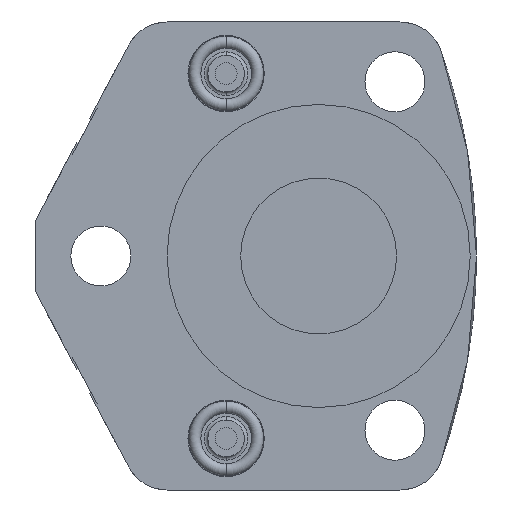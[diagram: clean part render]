
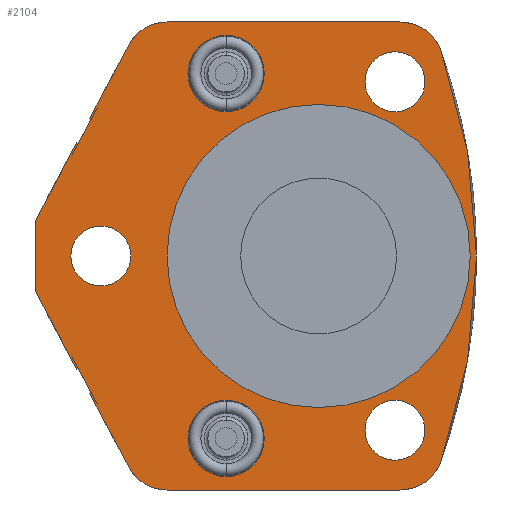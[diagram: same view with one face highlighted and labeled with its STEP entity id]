
A CAD part, front view. The second image highlights one B-rep face of the part: STEP entity #2104.
In plain terms, the highlighted planar face has unit normal (0, -1, 0).
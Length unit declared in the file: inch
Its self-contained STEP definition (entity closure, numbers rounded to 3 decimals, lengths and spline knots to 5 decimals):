
#152=CARTESIAN_POINT('',(0.,0.,0.));
#153=DIRECTION('',(0.,-1.,0.));
#154=DIRECTION('',(1.,0.,0.));
#155=AXIS2_PLACEMENT_3D('',#152,#153,#154);
#157=CARTESIAN_POINT('',(0.,0.,0.));
#158=DIRECTION('',(0.,1.,0.));
#159=DIRECTION('',(1.,0.,0.));
#160=AXIS2_PLACEMENT_3D('',#157,#158,#159);
#162=CARTESIAN_POINT('',(0.438,0.,1.));
#163=DIRECTION('',(0.,-1.,0.));
#164=DIRECTION('',(1.,0.,0.));
#165=AXIS2_PLACEMENT_3D('',#162,#163,#164);
#167=CARTESIAN_POINT('',(0.438,0.,1.));
#168=DIRECTION('',(0.,-1.,0.));
#169=DIRECTION('',(-1.,0.,0.));
#170=AXIS2_PLACEMENT_3D('',#167,#168,#169);
#172=CARTESIAN_POINT('',(0.438,0.,-1.));
#173=DIRECTION('',(0.,-1.,0.));
#174=DIRECTION('',(1.,0.,0.));
#175=AXIS2_PLACEMENT_3D('',#172,#173,#174);
#177=CARTESIAN_POINT('',(0.438,0.,-1.));
#178=DIRECTION('',(0.,-1.,0.));
#179=DIRECTION('',(-1.,0.,0.));
#180=AXIS2_PLACEMENT_3D('',#177,#178,#179);
#182=CARTESIAN_POINT('',(-1.25,0.,0.));
#183=DIRECTION('',(0.,-1.,0.));
#184=DIRECTION('',(1.,0.,0.));
#185=AXIS2_PLACEMENT_3D('',#182,#183,#184);
#187=CARTESIAN_POINT('',(-1.25,0.,0.));
#188=DIRECTION('',(0.,-1.,0.));
#189=DIRECTION('',(-1.,0.,0.));
#190=AXIS2_PLACEMENT_3D('',#187,#188,#189);
#192=DIRECTION('',(-0.469,0.,-0.883));
#193=VECTOR('',#192,0.1566);
#194=CARTESIAN_POINT('',(-1.3062,0.,0.7832));
#195=LINE('',#194,#193);
#196=DIRECTION('',(0.883,0.,-0.469));
#197=VECTOR('',#196,0.01);
#198=CARTESIAN_POINT('',(-1.31503,0.,0.7879));
#199=LINE('',#198,#197);
#200=DIRECTION('',(0.469,0.,0.883));
#201=VECTOR('',#200,0.47848);
#202=CARTESIAN_POINT('',(-1.31503,0.,0.7879));
#203=LINE('',#202,#201);
#204=DIRECTION('',(1.,0.,0.));
#205=VECTOR('',#204,1.33636);
#206=CARTESIAN_POINT('',(-0.86966,0.,1.343));
#207=LINE('',#206,#205);
#208=CARTESIAN_POINT('',(-2.594,0.,0.));
#209=DIRECTION('',(0.,-1.,0.));
#210=DIRECTION('',(0.942,0.,-0.336));
#211=AXIS2_PLACEMENT_3D('',#208,#209,#210);
#213=DIRECTION('',(-1.,0.,0.));
#214=VECTOR('',#213,1.33636);
#215=CARTESIAN_POINT('',(0.46669,0.,-1.343));
#216=LINE('',#215,#214);
#217=DIRECTION('',(0.469,0.,-0.883));
#218=VECTOR('',#217,0.47848);
#219=CARTESIAN_POINT('',(-1.31503,0.,-0.7879));
#220=LINE('',#219,#218);
#221=DIRECTION('',(0.883,0.,0.469));
#222=VECTOR('',#221,0.01);
#223=CARTESIAN_POINT('',(-1.31503,0.,-0.7879));
#224=LINE('',#223,#222);
#225=DIRECTION('',(0.469,0.,-0.883));
#226=VECTOR('',#225,0.1566);
#227=CARTESIAN_POINT('',(-1.37972,0.,-0.64493));
#228=LINE('',#227,#226);
#229=DIRECTION('',(0.883,0.,0.469));
#230=VECTOR('',#229,0.01);
#231=CARTESIAN_POINT('',(-1.38855,0.,-0.64962));
#232=LINE('',#231,#230);
#233=DIRECTION('',(0.469,0.,-0.883));
#234=VECTOR('',#233,0.50364);
#235=CARTESIAN_POINT('',(-1.625,0.,-0.20493));
#236=LINE('',#235,#234);
#237=DIRECTION('',(0.,0.,-1.));
#238=VECTOR('',#237,0.40987);
#239=CARTESIAN_POINT('',(-1.625,0.,0.20493));
#240=LINE('',#239,#238);
#241=DIRECTION('',(0.469,0.,0.883));
#242=VECTOR('',#241,0.50364);
#243=CARTESIAN_POINT('',(-1.625,0.,0.20493));
#244=LINE('',#243,#242);
#245=DIRECTION('',(0.883,0.,-0.469));
#246=VECTOR('',#245,0.01);
#247=CARTESIAN_POINT('',(-1.38855,0.,0.64962));
#248=LINE('',#247,#246);
#249=CARTESIAN_POINT('',(-0.531,0.,-1.047));
#250=DIRECTION('',(0.,1.,0.));
#251=DIRECTION('',(-1.,0.,0.));
#252=AXIS2_PLACEMENT_3D('',#249,#250,#251);
#254=CARTESIAN_POINT('',(-0.531,0.,-1.047));
#255=DIRECTION('',(0.,1.,0.));
#256=DIRECTION('',(1.,0.,0.));
#257=AXIS2_PLACEMENT_3D('',#254,#255,#256);
#259=CARTESIAN_POINT('',(-0.531,0.,1.047));
#260=DIRECTION('',(0.,1.,0.));
#261=DIRECTION('',(-1.,0.,0.));
#262=AXIS2_PLACEMENT_3D('',#259,#260,#261);
#264=CARTESIAN_POINT('',(-0.531,0.,1.047));
#265=DIRECTION('',(0.,1.,0.));
#266=DIRECTION('',(1.,0.,0.));
#267=AXIS2_PLACEMENT_3D('',#264,#265,#266);
#632=CARTESIAN_POINT('',(-0.86966,0.,-1.093));
#633=DIRECTION('',(0.,-1.,0.));
#634=DIRECTION('',(-0.883,0.,-0.469));
#635=AXIS2_PLACEMENT_3D('',#632,#633,#634);
#657=CARTESIAN_POINT('',(0.46669,0.,-1.093));
#658=DIRECTION('',(0.,-1.,0.));
#659=DIRECTION('',(0.,0.,-1.));
#660=AXIS2_PLACEMENT_3D('',#657,#658,#659);
#670=CARTESIAN_POINT('',(0.46669,0.,1.093));
#671=DIRECTION('',(0.,-1.,0.));
#672=DIRECTION('',(0.942,0.,0.336));
#673=AXIS2_PLACEMENT_3D('',#670,#671,#672);
#695=CARTESIAN_POINT('',(-0.86966,0.,1.093));
#696=DIRECTION('',(0.,-1.,0.));
#697=DIRECTION('',(0.,0.,1.));
#698=AXIS2_PLACEMENT_3D('',#695,#696,#697);
#1561=CARTESIAN_POINT('',(0.87,0.,0.));
#1563=VERTEX_POINT('',#1561);
#1565=CARTESIAN_POINT('',(-0.87,0.,0.));
#1567=VERTEX_POINT('',#1565);
#1568=CARTESIAN_POINT('',(-1.625,0.,0.20493));
#1569=CARTESIAN_POINT('',(-1.625,0.,-0.20493));
#1570=VERTEX_POINT('',#1568);
#1571=VERTEX_POINT('',#1569);
#1572=CARTESIAN_POINT('',(0.61,0.,1.));
#1573=CARTESIAN_POINT('',(0.266,0.,1.));
#1574=VERTEX_POINT('',#1572);
#1575=VERTEX_POINT('',#1573);
#1606=CARTESIAN_POINT('',(-1.37972,0.,-0.64493));
#1607=CARTESIAN_POINT('',(-1.3062,0.,-0.7832));
#1608=VERTEX_POINT('',#1606);
#1609=VERTEX_POINT('',#1607);
#1610=CARTESIAN_POINT('',(-1.38855,0.,-0.64962));
#1611=VERTEX_POINT('',#1610);
#1612=CARTESIAN_POINT('',(-1.31503,0.,-0.7879));
#1613=VERTEX_POINT('',#1612);
#1635=CARTESIAN_POINT('',(-1.3062,0.,0.7832));
#1636=CARTESIAN_POINT('',(-1.37972,0.,0.64493));
#1637=VERTEX_POINT('',#1635);
#1638=VERTEX_POINT('',#1636);
#1639=CARTESIAN_POINT('',(-1.31503,0.,0.7879));
#1640=VERTEX_POINT('',#1639);
#1641=CARTESIAN_POINT('',(-1.38855,0.,0.64962));
#1642=VERTEX_POINT('',#1641);
#1668=CARTESIAN_POINT('',(-0.75,0.,-1.047));
#1669=CARTESIAN_POINT('',(-0.312,0.,-1.047));
#1670=VERTEX_POINT('',#1668);
#1671=VERTEX_POINT('',#1669);
#1688=CARTESIAN_POINT('',(-0.75,0.,1.047));
#1689=CARTESIAN_POINT('',(-0.312,0.,1.047));
#1690=VERTEX_POINT('',#1688);
#1691=VERTEX_POINT('',#1689);
#1718=CARTESIAN_POINT('',(0.46669,0.,-1.343));
#1719=CARTESIAN_POINT('',(0.70213,0.,-1.17708));
#1720=VERTEX_POINT('',#1718);
#1721=VERTEX_POINT('',#1719);
#1722=CARTESIAN_POINT('',(0.70213,0.,1.17708));
#1723=CARTESIAN_POINT('',(0.46669,0.,1.343));
#1724=VERTEX_POINT('',#1722);
#1725=VERTEX_POINT('',#1723);
#1726=CARTESIAN_POINT('',(-0.86966,0.,1.343));
#1727=CARTESIAN_POINT('',(-1.0904,0.,1.21037));
#1728=VERTEX_POINT('',#1726);
#1729=VERTEX_POINT('',#1727);
#1730=CARTESIAN_POINT('',(-1.0904,0.,-1.21037));
#1731=CARTESIAN_POINT('',(-0.86966,0.,-1.343));
#1732=VERTEX_POINT('',#1730);
#1733=VERTEX_POINT('',#1731);
#1734=CARTESIAN_POINT('',(0.61,0.,-1.));
#1735=CARTESIAN_POINT('',(0.266,0.,-1.));
#1736=VERTEX_POINT('',#1734);
#1737=VERTEX_POINT('',#1735);
#1738=CARTESIAN_POINT('',(-1.078,0.,0.));
#1739=CARTESIAN_POINT('',(-1.422,0.,0.));
#1740=VERTEX_POINT('',#1738);
#1741=VERTEX_POINT('',#1739);
#2027=CARTESIAN_POINT('',(0.,0.,0.));
#2028=DIRECTION('',(0.,-1.,0.));
#2029=DIRECTION('',(-1.,0.,0.));
#2030=AXIS2_PLACEMENT_3D('',#2027,#2028,#2029);
#2031=PLANE('',#2030);
#2033=ORIENTED_EDGE('',*,*,#2032,.F.);
#2035=ORIENTED_EDGE('',*,*,#2034,.F.);
#2037=ORIENTED_EDGE('',*,*,#2036,.T.);
#2039=ORIENTED_EDGE('',*,*,#2038,.F.);
#2041=ORIENTED_EDGE('',*,*,#2040,.T.);
#2043=ORIENTED_EDGE('',*,*,#2042,.F.);
#2045=ORIENTED_EDGE('',*,*,#2044,.F.);
#2047=ORIENTED_EDGE('',*,*,#2046,.F.);
#2049=ORIENTED_EDGE('',*,*,#2048,.T.);
#2051=ORIENTED_EDGE('',*,*,#2050,.F.);
#2053=ORIENTED_EDGE('',*,*,#2052,.F.);
#2055=ORIENTED_EDGE('',*,*,#2054,.T.);
#2057=ORIENTED_EDGE('',*,*,#2056,.F.);
#2059=ORIENTED_EDGE('',*,*,#2058,.F.);
#2061=ORIENTED_EDGE('',*,*,#2060,.F.);
#2063=ORIENTED_EDGE('',*,*,#2062,.F.);
#2065=ORIENTED_EDGE('',*,*,#2064,.T.);
#2067=ORIENTED_EDGE('',*,*,#2066,.T.);
#2068=EDGE_LOOP('',(#2033,#2035,#2037,#2039,#2041,#2043,#2045,#2047,#2049,#2051,
#2053,#2055,#2057,#2059,#2061,#2063,#2065,#2067));
#2069=FACE_OUTER_BOUND('',#2068,.F.);
#2071=ORIENTED_EDGE('',*,*,#2070,.T.);
#2073=ORIENTED_EDGE('',*,*,#2072,.T.);
#2074=EDGE_LOOP('',(#2071,#2073));
#2075=FACE_BOUND('',#2074,.F.);
#2076=ORIENTED_EDGE('',*,*,#2007,.T.);
#2077=ORIENTED_EDGE('',*,*,#2021,.T.);
#2078=EDGE_LOOP('',(#2076,#2077));
#2079=FACE_BOUND('',#2078,.F.);
#2081=ORIENTED_EDGE('',*,*,#2080,.T.);
#2083=ORIENTED_EDGE('',*,*,#2082,.T.);
#2084=EDGE_LOOP('',(#2081,#2083));
#2085=FACE_BOUND('',#2084,.F.);
#2087=ORIENTED_EDGE('',*,*,#2086,.T.);
#2089=ORIENTED_EDGE('',*,*,#2088,.F.);
#2090=EDGE_LOOP('',(#2087,#2089));
#2091=FACE_BOUND('',#2090,.F.);
#2093=ORIENTED_EDGE('',*,*,#2092,.F.);
#2095=ORIENTED_EDGE('',*,*,#2094,.F.);
#2096=EDGE_LOOP('',(#2093,#2095));
#2097=FACE_BOUND('',#2096,.F.);
#2099=ORIENTED_EDGE('',*,*,#2098,.F.);
#2101=ORIENTED_EDGE('',*,*,#2100,.F.);
#2102=EDGE_LOOP('',(#2099,#2101));
#2103=FACE_BOUND('',#2102,.F.);
#2104=ADVANCED_FACE('',(#2069,#2075,#2079,#2085,#2091,#2097,#2103),#2031,.T.);
#156=CIRCLE('',#155,0.87);
#161=CIRCLE('',#160,0.87);
#166=CIRCLE('',#165,0.172);
#171=CIRCLE('',#170,0.172);
#176=CIRCLE('',#175,0.172);
#181=CIRCLE('',#180,0.172);
#186=CIRCLE('',#185,0.172);
#191=CIRCLE('',#190,0.172);
#212=CIRCLE('',#211,3.5);
#253=CIRCLE('',#252,0.219);
#258=CIRCLE('',#257,0.219);
#263=CIRCLE('',#262,0.219);
#268=CIRCLE('',#267,0.219);
#636=CIRCLE('',#635,0.25);
#661=CIRCLE('',#660,0.25);
#674=CIRCLE('',#673,0.25);
#699=CIRCLE('',#698,0.25);
#2007=EDGE_CURVE('',#1736,#1737,#176,.T.);
#2021=EDGE_CURVE('',#1737,#1736,#181,.T.);
#2032=EDGE_CURVE('',#1637,#1638,#195,.T.);
#2034=EDGE_CURVE('',#1640,#1637,#199,.T.);
#2036=EDGE_CURVE('',#1640,#1729,#203,.T.);
#2038=EDGE_CURVE('',#1728,#1729,#699,.T.);
#2040=EDGE_CURVE('',#1728,#1725,#207,.T.);
#2042=EDGE_CURVE('',#1724,#1725,#674,.T.);
#2044=EDGE_CURVE('',#1721,#1724,#212,.T.);
#2046=EDGE_CURVE('',#1720,#1721,#661,.T.);
#2048=EDGE_CURVE('',#1720,#1733,#216,.T.);
#2050=EDGE_CURVE('',#1732,#1733,#636,.T.);
#2052=EDGE_CURVE('',#1613,#1732,#220,.T.);
#2054=EDGE_CURVE('',#1613,#1609,#224,.T.);
#2056=EDGE_CURVE('',#1608,#1609,#228,.T.);
#2058=EDGE_CURVE('',#1611,#1608,#232,.T.);
#2060=EDGE_CURVE('',#1571,#1611,#236,.T.);
#2062=EDGE_CURVE('',#1570,#1571,#240,.T.);
#2064=EDGE_CURVE('',#1570,#1642,#244,.T.);
#2066=EDGE_CURVE('',#1642,#1638,#248,.T.);
#2070=EDGE_CURVE('',#1574,#1575,#166,.T.);
#2072=EDGE_CURVE('',#1575,#1574,#171,.T.);
#2080=EDGE_CURVE('',#1740,#1741,#186,.T.);
#2082=EDGE_CURVE('',#1741,#1740,#191,.T.);
#2086=EDGE_CURVE('',#1563,#1567,#156,.T.);
#2088=EDGE_CURVE('',#1563,#1567,#161,.T.);
#2092=EDGE_CURVE('',#1670,#1671,#253,.T.);
#2094=EDGE_CURVE('',#1671,#1670,#258,.T.);
#2098=EDGE_CURVE('',#1690,#1691,#263,.T.);
#2100=EDGE_CURVE('',#1691,#1690,#268,.T.);
